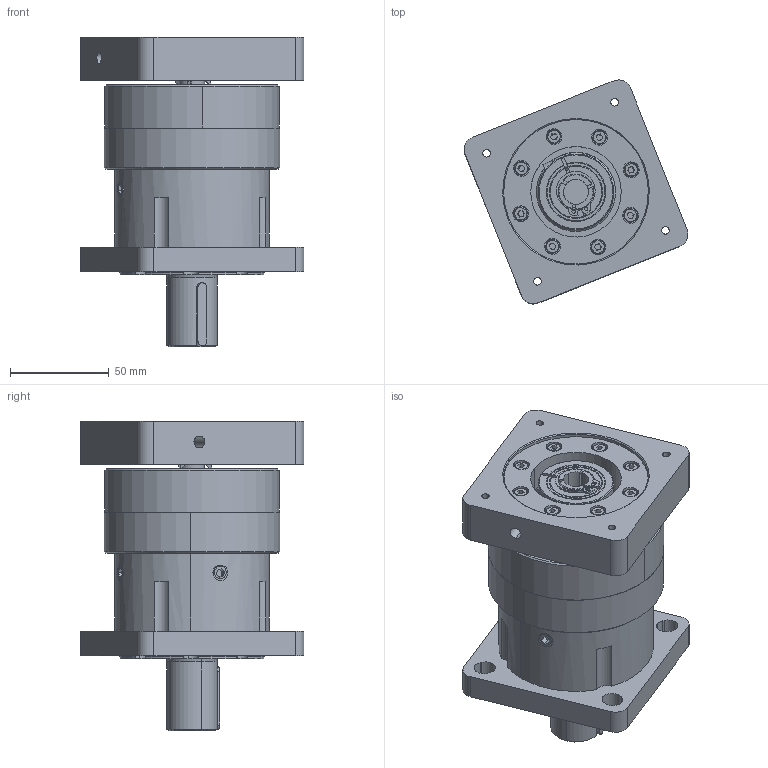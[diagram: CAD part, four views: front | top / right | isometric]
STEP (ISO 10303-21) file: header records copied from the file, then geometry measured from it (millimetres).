
FILE_DESCRIPTION (( 'STEP AP203' ), '1' );
FILE_NAME ('GH-025-N34.STEP', '2018-12-12T21:34:38', ( '' ), ( '' ), 'SwSTEP 2.0', 'SolidWorks 2018', '' );
FILE_SCHEMA (( 'CONFIG_CONTROL_DESIGN' ));
Length unit declared in the file: millimetre
Products named in the file (1): GH-025-N34
Bounding box: 113.05 x 113.05 x 156.58 mm (x, y, z)
Surface area: 81257.6 mm2 (no closed solid volume)
Topology: 0 solids, 34 shells, 424 faces, 1334 edges, 922 vertices
Faces by surface type: plane 178, cylinder 149, cone 78, torus 19
Entity records: 16746 total; most frequent: CARTESIAN_POINT 4808, DIRECTION 2576, ORIENTED_EDGE 2180, EDGE_CURVE 1334, AXIS2_PLACEMENT_3D 940, VERTEX_POINT 922, VECTOR 696, LINE 696
